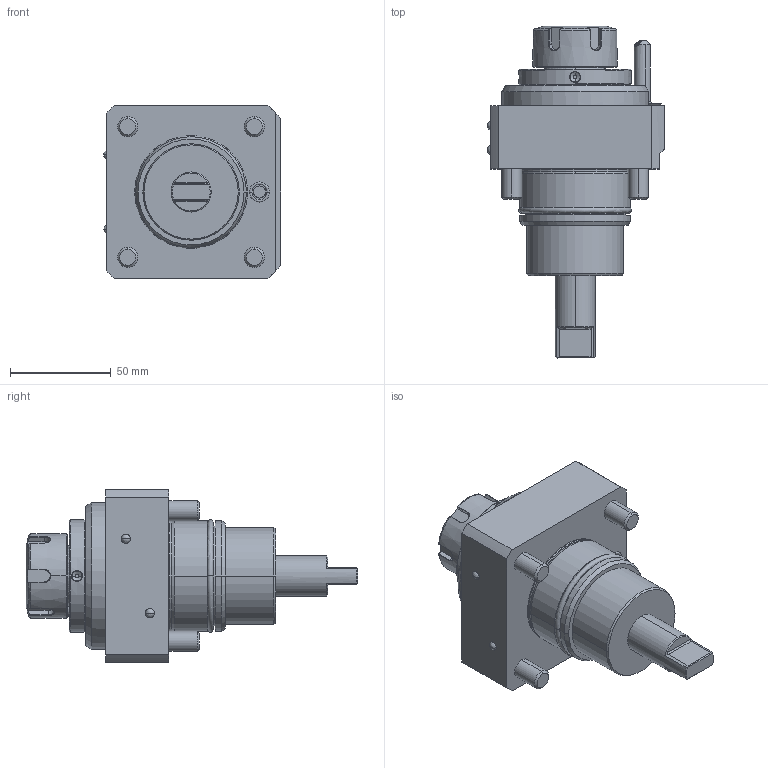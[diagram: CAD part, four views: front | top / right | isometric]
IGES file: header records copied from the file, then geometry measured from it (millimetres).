
Start section:  PTC IGES file: ngt2_55_101_25_2_bl.igs
Global section: file name: ngt2_55_101_25_2_bl.igs; native system: Pro/ENGINEER by Parametric Technology Corporation; preprocessor: 2010280; author: vali; organization: Unknown; date: 20210329.100533; units: millimetre
Bounding box: 88.1 x 165.1 x 86 mm (x, y, z)
Volume: 442665.1 mm3; surface area: 51867.9 mm2
Topology: 2 solids, 2 shells, 264 faces, 620 edges, 378 vertices
Faces by surface type: revolution 141, bspline 123
